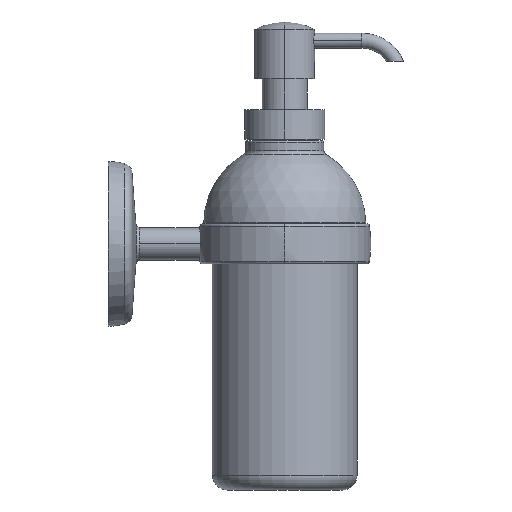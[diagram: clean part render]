
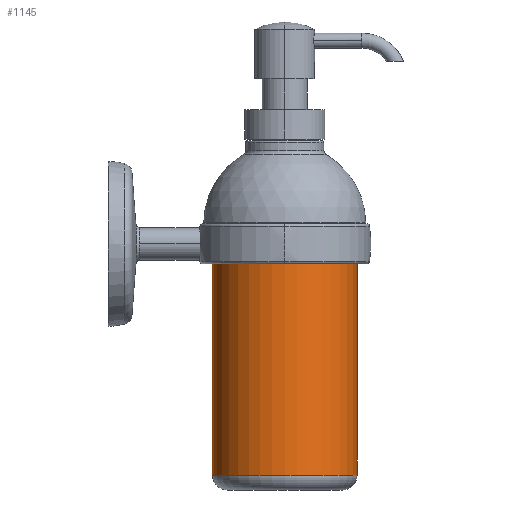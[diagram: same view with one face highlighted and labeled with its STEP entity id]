
A CAD part, left-side view. The second image highlights one B-rep face of the part: STEP entity #1145.
In plain terms, the highlighted cylindrical face has radius 28.994 mm (diameter 57.988 mm), a partial arc.
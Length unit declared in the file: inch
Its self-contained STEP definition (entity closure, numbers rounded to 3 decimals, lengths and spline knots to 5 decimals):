
#418=CARTESIAN_POINT('',(-0.2937,-2.34046,0.6969));
#419=DIRECTION('',(0.,0.,-1.));
#420=DIRECTION('',(0.,-1.,0.));
#421=AXIS2_PLACEMENT_3D('',#418,#419,#420);
#423=DIRECTION('',(0.,0.,1.));
#424=VECTOR('',#423,3.96);
#425=CARTESIAN_POINT('',(-0.2937,-1.19896,-3.2631));
#426=LINE('',#425,#424);
#427=DIRECTION('',(0.,0.,-1.));
#428=VECTOR('',#427,3.96);
#429=CARTESIAN_POINT('',(-0.2937,-3.48196,0.6969));
#430=LINE('',#429,#428);
#431=CARTESIAN_POINT('',(-0.2937,-2.34046,-3.2631));
#432=DIRECTION('',(0.,0.,1.));
#433=DIRECTION('',(0.,1.,0.));
#434=AXIS2_PLACEMENT_3D('',#431,#432,#433);
#501=CARTESIAN_POINT('',(-0.2937,-1.19896,0.6969));
#502=CARTESIAN_POINT('',(-0.2937,-3.48196,0.6969));
#503=VERTEX_POINT('',#501);
#504=VERTEX_POINT('',#502);
#505=CARTESIAN_POINT('',(-0.2937,-1.19896,-3.2631));
#506=VERTEX_POINT('',#505);
#507=CARTESIAN_POINT('',(-0.2937,-3.48196,-3.2631));
#508=VERTEX_POINT('',#507);
#1133=CARTESIAN_POINT('',(-0.2937,-2.34046,-3.3423));
#1134=DIRECTION('',(0.,0.,1.));
#1135=DIRECTION('',(0.,1.,0.));
#1136=AXIS2_PLACEMENT_3D('',#1133,#1134,#1135);
#1137=CYLINDRICAL_SURFACE('',#1136,1.1415);
#1138=ORIENTED_EDGE('',*,*,#1123,.T.);
#1139=ORIENTED_EDGE('',*,*,#1113,.F.);
#1140=ORIENTED_EDGE('',*,*,#1127,.T.);
#1142=ORIENTED_EDGE('',*,*,#1141,.F.);
#1143=EDGE_LOOP('',(#1138,#1139,#1140,#1142));
#1144=FACE_OUTER_BOUND('',#1143,.F.);
#1145=ADVANCED_FACE('',(#1144),#1137,.T.);
#422=CIRCLE('',#421,1.1415);
#435=CIRCLE('',#434,1.1415);
#1113=EDGE_CURVE('',#504,#503,#422,.T.);
#1123=EDGE_CURVE('',#506,#503,#426,.T.);
#1127=EDGE_CURVE('',#504,#508,#430,.T.);
#1141=EDGE_CURVE('',#506,#508,#435,.T.);
